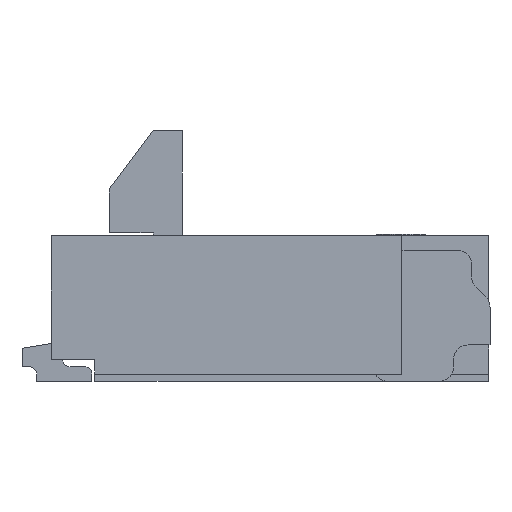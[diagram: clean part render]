
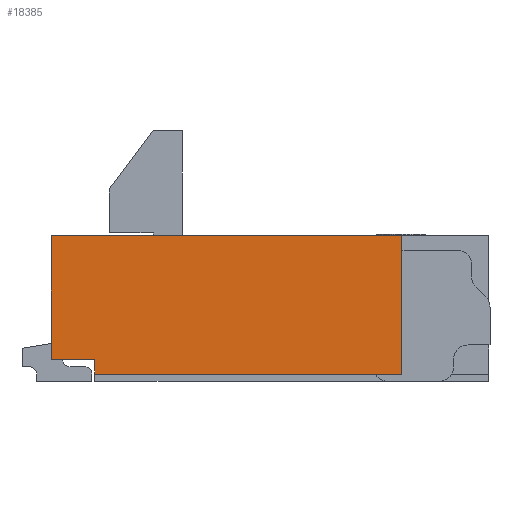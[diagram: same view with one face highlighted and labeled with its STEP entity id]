
A CAD part, left-side view. The second image highlights one B-rep face of the part: STEP entity #18385.
In plain terms, the highlighted planar face has unit normal (-1, 0, 0).
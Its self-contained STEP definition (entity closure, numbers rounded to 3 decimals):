
#1141 = CARTESIAN_POINT ( 'NONE',  ( -2., -0.9, 0.05 ) ) ;
#2770 = ORIENTED_EDGE ( 'NONE', *, *, #10343, .F. ) ;
#2969 = VECTOR ( 'NONE', #26485, 1000. ) ;
#3371 = DIRECTION ( 'NONE',  ( 0., 0., -1. ) ) ;
#3577 = VECTOR ( 'NONE', #20697, 1000. ) ;
#3755 = LINE ( 'NONE', #21723, #15746 ) ;
#4330 = CARTESIAN_POINT ( 'NONE',  ( -2., 1.5, 1. ) ) ;
#4339 = CARTESIAN_POINT ( 'NONE',  ( -2., -0.9, 0. ) ) ;
#4444 = EDGE_CURVE ( 'NONE', #17311, #19886, #3755, .T. ) ;
#4796 = EDGE_CURVE ( 'NONE', #9558, #17311, #23992, .T. ) ;
#5060 = VECTOR ( 'NONE', #19815, 1000. ) ;
#5189 = EDGE_CURVE ( 'NONE', #21241, #19886, #10768, .T. ) ;
#6221 = LINE ( 'NONE', #10237, #3577 ) ;
#7012 = EDGE_LOOP ( 'NONE', ( #24583, #13677, #2770, #8511, #7588, #8404 ) ) ;
#7563 = FACE_OUTER_BOUND ( 'NONE', #7012, .T. ) ;
#7588 = ORIENTED_EDGE ( 'NONE', *, *, #4796, .T. ) ;
#7656 = LINE ( 'NONE', #15794, #24098 ) ;
#8404 = ORIENTED_EDGE ( 'NONE', *, *, #4444, .T. ) ;
#8511 = ORIENTED_EDGE ( 'NONE', *, *, #22247, .T. ) ;
#9412 = PLANE ( 'NONE',  #13377 ) ;
#9558 = VERTEX_POINT ( 'NONE', #24063 ) ;
#9761 = DIRECTION ( 'NONE',  ( 0., 0., -1. ) ) ;
#10237 = CARTESIAN_POINT ( 'NONE',  ( -2., 1.5, 1. ) ) ;
#10343 = EDGE_CURVE ( 'NONE', #23693, #13902, #6221, .T. ) ;
#10345 = EDGE_CURVE ( 'NONE', #21241, #13902, #20831, .T. ) ;
#10768 = LINE ( 'NONE', #12513, #2969 ) ;
#12513 = CARTESIAN_POINT ( 'NONE',  ( -2., -0.9, 0.05 ) ) ;
#12559 = VECTOR ( 'NONE', #18404, 1000. ) ;
#13377 = AXIS2_PLACEMENT_3D ( 'NONE', #15571, #17594, #19739 ) ;
#13485 = CARTESIAN_POINT ( 'NONE',  ( -2., 1.2, 0.15 ) ) ;
#13677 = ORIENTED_EDGE ( 'NONE', *, *, #10345, .T. ) ;
#13902 = VERTEX_POINT ( 'NONE', #26253 ) ;
#15571 = CARTESIAN_POINT ( 'NONE',  ( -2., 1.5, 1. ) ) ;
#15746 = VECTOR ( 'NONE', #3371, 1000. ) ;
#15794 = CARTESIAN_POINT ( 'NONE',  ( -2., 1.5, 1. ) ) ;
#17311 = VERTEX_POINT ( 'NONE', #13485 ) ;
#17594 = DIRECTION ( 'NONE',  ( 1., 0., 0. ) ) ;
#18385 = ADVANCED_FACE ( 'NONE', ( #7563 ), #9412, .F. ) ;
#18404 = DIRECTION ( 'NONE',  ( 0., 0., 1. ) ) ;
#19669 = CARTESIAN_POINT ( 'NONE',  ( -2., 1.2, 0.05 ) ) ;
#19739 = DIRECTION ( 'NONE',  ( 0., 1., 0. ) ) ;
#19815 = DIRECTION ( 'NONE',  ( 0., -1., 0. ) ) ;
#19886 = VERTEX_POINT ( 'NONE', #19669 ) ;
#20697 = DIRECTION ( 'NONE',  ( 0., -1., 0. ) ) ;
#20831 = LINE ( 'NONE', #4339, #12559 ) ;
#21241 = VERTEX_POINT ( 'NONE', #1141 ) ;
#21431 = CARTESIAN_POINT ( 'NONE',  ( -2., 1.5, 0.15 ) ) ;
#21723 = CARTESIAN_POINT ( 'NONE',  ( -2., 1.2, 0. ) ) ;
#22247 = EDGE_CURVE ( 'NONE', #23693, #9558, #7656, .T. ) ;
#23693 = VERTEX_POINT ( 'NONE', #4330 ) ;
#23992 = LINE ( 'NONE', #21431, #5060 ) ;
#24063 = CARTESIAN_POINT ( 'NONE',  ( -2., 1.5, 0.15 ) ) ;
#24098 = VECTOR ( 'NONE', #9761, 1000. ) ;
#24583 = ORIENTED_EDGE ( 'NONE', *, *, #5189, .F. ) ;
#26253 = CARTESIAN_POINT ( 'NONE',  ( -2., -0.9, 1. ) ) ;
#26485 = DIRECTION ( 'NONE',  ( 0., 1., 0. ) ) ;
